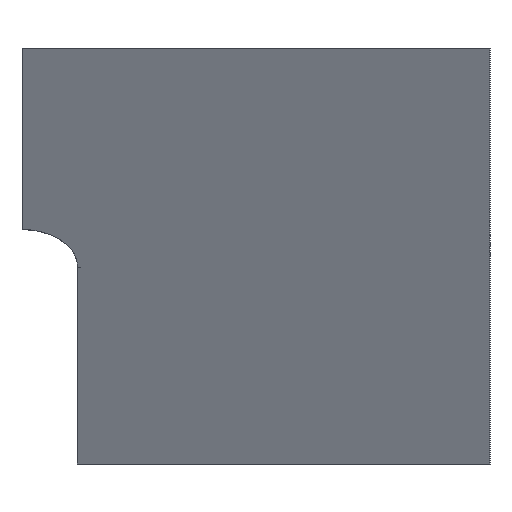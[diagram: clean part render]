
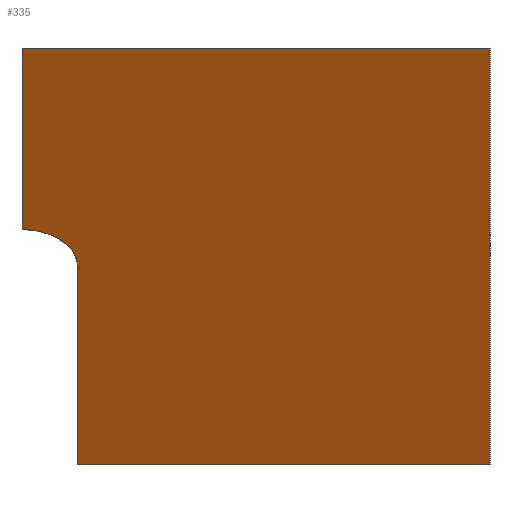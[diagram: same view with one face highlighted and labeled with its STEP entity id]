
A CAD part, left-side view. The second image highlights one B-rep face of the part: STEP entity #335.
In plain terms, the highlighted planar face has unit normal (-0.832, 0.555, 0).
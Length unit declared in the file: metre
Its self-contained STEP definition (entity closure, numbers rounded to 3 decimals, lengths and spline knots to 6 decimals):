
#13=ELLIPSE('',#367,0.0064,0.00355);
#23=ORIENTED_EDGE('',*,*,#119,.F.);
#24=ORIENTED_EDGE('',*,*,#120,.T.);
#25=ORIENTED_EDGE('',*,*,#121,.F.);
#26=ORIENTED_EDGE('',*,*,#122,.F.);
#27=ORIENTED_EDGE('',*,*,#123,.T.);
#28=ORIENTED_EDGE('',*,*,#124,.T.);
#29=ORIENTED_EDGE('',*,*,#125,.T.);
#119=EDGE_CURVE('',#167,#168,#199,.T.);
#120=EDGE_CURVE('',#167,#169,#200,.T.);
#121=EDGE_CURVE('',#170,#169,#201,.T.);
#122=EDGE_CURVE('',#171,#170,#202,.T.);
#123=EDGE_CURVE('',#171,#172,#203,.T.);
#124=EDGE_CURVE('',#172,#173,#204,.T.);
#125=EDGE_CURVE('',#173,#168,#13,.F.);
#167=VERTEX_POINT('',#493);
#168=VERTEX_POINT('',#494);
#169=VERTEX_POINT('',#496);
#170=VERTEX_POINT('',#498);
#171=VERTEX_POINT('',#500);
#172=VERTEX_POINT('',#502);
#173=VERTEX_POINT('',#504);
#199=LINE('',#492,#243);
#200=LINE('',#495,#244);
#201=LINE('',#497,#245);
#202=LINE('',#499,#246);
#203=LINE('',#501,#247);
#204=LINE('',#503,#248);
#243=VECTOR('',#399,1.);
#244=VECTOR('',#400,1.);
#245=VECTOR('',#401,1.);
#246=VECTOR('',#402,1.);
#247=VECTOR('',#403,1.);
#248=VECTOR('',#404,1.);
#282=EDGE_LOOP('',(#23,#24,#25,#26,#27,#28,#29));
#300=FACE_BOUND('',#282,.T.);
#318=PLANE('',#366);
#335=ADVANCED_FACE('',(#300),#318,.T.);
#366=AXIS2_PLACEMENT_3D('',#491,#397,#398);
#367=AXIS2_PLACEMENT_3D('',#505,#405,#406);
#397=DIRECTION('',(-0.832,0.555,0.));
#398=DIRECTION('',(-0.555,-0.832,0.));
#399=DIRECTION('',(0.555,0.832,0.));
#400=DIRECTION('',(0.,0.,-1.));
#401=DIRECTION('',(0.555,0.832,0.));
#402=DIRECTION('',(0.,0.,-1.));
#403=DIRECTION('',(0.555,0.832,0.));
#404=DIRECTION('',(0.,0.,-1.));
#405=DIRECTION('',(-0.832,0.555,0.));
#406=DIRECTION('',(-0.555,-0.832,0.));
#491=CARTESIAN_POINT('',(-0.015,0.,0.04));
#492=CARTESIAN_POINT('',(-0.015,0.,0.01889));
#493=CARTESIAN_POINT('',(-0.00355,0.017175,0.01889));
#494=CARTESIAN_POINT('',(-0.003548,0.017178,0.01889));
#495=CARTESIAN_POINT('',(-0.00355,0.017175,0.01889));
#496=CARTESIAN_POINT('',(-0.00355,0.017175,0.));
#497=CARTESIAN_POINT('',(-0.015,0.,0.));
#498=CARTESIAN_POINT('',(-0.03,-0.0225,0.));
#499=CARTESIAN_POINT('',(-0.03,-0.0225,0.04));
#500=CARTESIAN_POINT('',(-0.03,-0.0225,0.04));
#501=CARTESIAN_POINT('',(-0.015,0.,0.04));
#502=CARTESIAN_POINT('',(0.,0.0225,0.04));
#503=CARTESIAN_POINT('',(0.,0.0225,0.04));
#504=CARTESIAN_POINT('',(0.,0.0225,0.02255));
#505=CARTESIAN_POINT('',(0.,0.0225,0.019));
